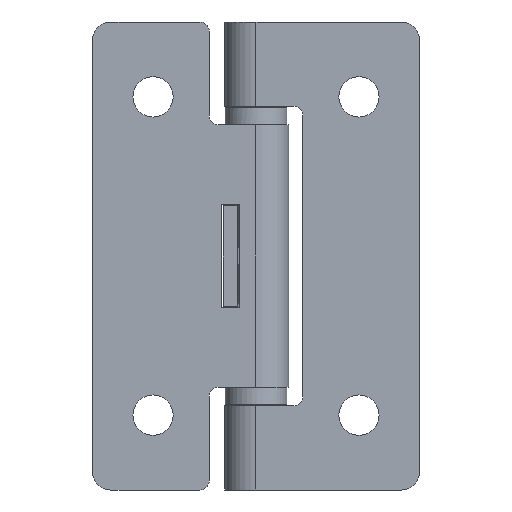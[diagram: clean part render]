
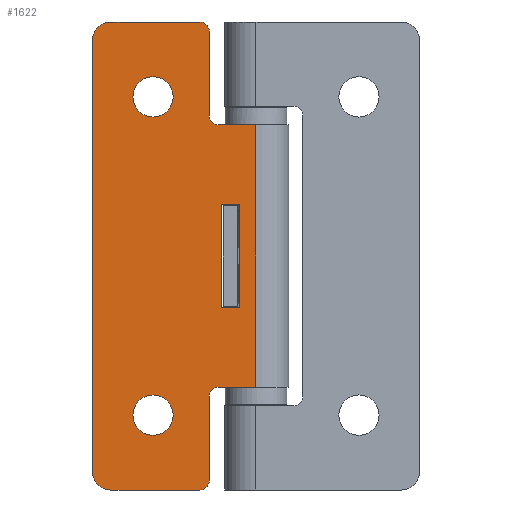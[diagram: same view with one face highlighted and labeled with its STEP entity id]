
A CAD part, front view. The second image highlights one B-rep face of the part: STEP entity #1622.
In plain terms, the highlighted planar face has unit normal (0, -1, 0).
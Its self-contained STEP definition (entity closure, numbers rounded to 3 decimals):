
#84=LINE('',#2462,#206);
#88=LINE('',#2471,#210);
#92=LINE('',#2480,#214);
#117=LINE('',#2546,#239);
#118=LINE('',#2548,#240);
#119=LINE('',#2550,#241);
#120=LINE('',#2554,#242);
#121=LINE('',#2560,#243);
#122=LINE('',#2563,#244);
#123=LINE('',#2565,#245);
#124=LINE('',#2567,#246);
#125=LINE('',#2568,#247);
#206=VECTOR('',#1938,46.);
#210=VECTOR('',#1944,9.5);
#214=VECTOR('',#1950,9.5);
#239=VECTOR('',#2003,4.);
#240=VECTOR('',#2004,28.);
#241=VECTOR('',#2005,4.);
#242=VECTOR('',#2008,9.);
#243=VECTOR('',#2017,9.);
#244=VECTOR('',#2018,11.1);
#245=VECTOR('',#2019,1.9);
#246=VECTOR('',#2020,11.1);
#247=VECTOR('',#2021,1.9);
#332=PLANE('',#1741);
#378=FACE_BOUND('',#524,.T.);
#379=FACE_BOUND('',#525,.T.);
#380=FACE_BOUND('',#526,.T.);
#417=FACE_OUTER_BOUND('',#523,.T.);
#523=EDGE_LOOP('',(#1175,#1176,#1177,#1178,#1179,#1180,#1181,#1182,#1183,
#1184,#1185,#1186,#1187,#1188));
#524=EDGE_LOOP('',(#1189));
#525=EDGE_LOOP('',(#1190));
#526=EDGE_LOOP('',(#1191,#1192,#1193,#1194));
#645=CIRCLE('',#1721,2.15);
#647=CIRCLE('',#1724,2.15);
#657=CIRCLE('',#1742,1.);
#658=CIRCLE('',#1743,1.);
#659=CIRCLE('',#1744,1.);
#660=CIRCLE('',#1745,2.);
#661=CIRCLE('',#1746,2.);
#662=CIRCLE('',#1747,1.);
#737=VERTEX_POINT('',#2446);
#739=VERTEX_POINT('',#2451);
#743=VERTEX_POINT('',#2459);
#744=VERTEX_POINT('',#2461);
#747=VERTEX_POINT('',#2468);
#748=VERTEX_POINT('',#2470);
#751=VERTEX_POINT('',#2477);
#752=VERTEX_POINT('',#2479);
#777=VERTEX_POINT('',#2542);
#778=VERTEX_POINT('',#2543);
#779=VERTEX_POINT('',#2545);
#780=VERTEX_POINT('',#2547);
#781=VERTEX_POINT('',#2549);
#782=VERTEX_POINT('',#2551);
#783=VERTEX_POINT('',#2553);
#784=VERTEX_POINT('',#2558);
#785=VERTEX_POINT('',#2561);
#786=VERTEX_POINT('',#2562);
#787=VERTEX_POINT('',#2564);
#788=VERTEX_POINT('',#2566);
#893=EDGE_CURVE('',#737,#737,#645,.T.);
#895=EDGE_CURVE('',#739,#739,#647,.T.);
#899=EDGE_CURVE('',#744,#743,#84,.T.);
#903=EDGE_CURVE('',#747,#748,#88,.T.);
#907=EDGE_CURVE('',#752,#751,#92,.T.);
#940=EDGE_CURVE('',#777,#778,#657,.T.);
#941=EDGE_CURVE('',#778,#779,#117,.T.);
#942=EDGE_CURVE('',#780,#779,#118,.T.);
#943=EDGE_CURVE('',#780,#781,#119,.T.);
#944=EDGE_CURVE('',#781,#782,#658,.T.);
#945=EDGE_CURVE('',#782,#783,#120,.T.);
#946=EDGE_CURVE('',#783,#748,#659,.T.);
#947=EDGE_CURVE('',#747,#744,#660,.T.);
#948=EDGE_CURVE('',#743,#752,#661,.T.);
#949=EDGE_CURVE('',#751,#784,#662,.T.);
#950=EDGE_CURVE('',#784,#777,#121,.T.);
#951=EDGE_CURVE('',#785,#786,#122,.T.);
#952=EDGE_CURVE('',#786,#787,#123,.T.);
#953=EDGE_CURVE('',#787,#788,#124,.T.);
#954=EDGE_CURVE('',#788,#785,#125,.T.);
#1175=ORIENTED_EDGE('',*,*,#940,.T.);
#1176=ORIENTED_EDGE('',*,*,#941,.T.);
#1177=ORIENTED_EDGE('',*,*,#942,.F.);
#1178=ORIENTED_EDGE('',*,*,#943,.T.);
#1179=ORIENTED_EDGE('',*,*,#944,.T.);
#1180=ORIENTED_EDGE('',*,*,#945,.T.);
#1181=ORIENTED_EDGE('',*,*,#946,.T.);
#1182=ORIENTED_EDGE('',*,*,#903,.F.);
#1183=ORIENTED_EDGE('',*,*,#947,.T.);
#1184=ORIENTED_EDGE('',*,*,#899,.T.);
#1185=ORIENTED_EDGE('',*,*,#948,.T.);
#1186=ORIENTED_EDGE('',*,*,#907,.T.);
#1187=ORIENTED_EDGE('',*,*,#949,.T.);
#1188=ORIENTED_EDGE('',*,*,#950,.T.);
#1189=ORIENTED_EDGE('',*,*,#893,.T.);
#1190=ORIENTED_EDGE('',*,*,#895,.T.);
#1191=ORIENTED_EDGE('',*,*,#951,.T.);
#1192=ORIENTED_EDGE('',*,*,#952,.T.);
#1193=ORIENTED_EDGE('',*,*,#953,.T.);
#1194=ORIENTED_EDGE('',*,*,#954,.T.);
#1622=ADVANCED_FACE('',(#417,#378,#379,#380),#332,.F.);
#1721=AXIS2_PLACEMENT_3D('',#2447,#1924,#1925);
#1724=AXIS2_PLACEMENT_3D('',#2452,#1930,#1931);
#1741=AXIS2_PLACEMENT_3D('',#2541,#1999,#2000);
#1742=AXIS2_PLACEMENT_3D('',#2544,#2001,#2002);
#1743=AXIS2_PLACEMENT_3D('',#2552,#2006,#2007);
#1744=AXIS2_PLACEMENT_3D('',#2555,#2009,#2010);
#1745=AXIS2_PLACEMENT_3D('',#2556,#2011,#2012);
#1746=AXIS2_PLACEMENT_3D('',#2557,#2013,#2014);
#1747=AXIS2_PLACEMENT_3D('',#2559,#2015,#2016);
#1924=DIRECTION('center_axis',(0.,1.,0.));
#1925=DIRECTION('ref_axis',(0.,0.,1.));
#1930=DIRECTION('center_axis',(0.,1.,0.));
#1931=DIRECTION('ref_axis',(0.,0.,1.));
#1938=DIRECTION('',(-1.,0.,0.));
#1944=DIRECTION('',(0.,0.,-1.));
#1950=DIRECTION('',(0.,0.,-1.));
#1999=DIRECTION('center_axis',(0.,1.,0.));
#2000=DIRECTION('ref_axis',(0.,0.,1.));
#2001=DIRECTION('center_axis',(0.,1.,0.));
#2002=DIRECTION('ref_axis',(0.,0.,1.));
#2003=DIRECTION('',(0.,0.,-1.));
#2004=DIRECTION('',(-1.,0.,0.));
#2005=DIRECTION('',(0.,0.,1.));
#2006=DIRECTION('center_axis',(0.,1.,0.));
#2007=DIRECTION('ref_axis',(0.,0.,1.));
#2008=DIRECTION('',(1.,0.,0.));
#2009=DIRECTION('center_axis',(0.,-1.,0.));
#2010=DIRECTION('ref_axis',(0.,0.,1.));
#2011=DIRECTION('center_axis',(0.,-1.,0.));
#2012=DIRECTION('ref_axis',(0.,0.,1.));
#2013=DIRECTION('center_axis',(0.,-1.,0.));
#2014=DIRECTION('ref_axis',(0.,0.,1.));
#2015=DIRECTION('center_axis',(0.,-1.,0.));
#2016=DIRECTION('ref_axis',(0.,0.,1.));
#2017=DIRECTION('',(1.,0.,0.));
#2018=DIRECTION('',(-1.,0.,0.));
#2019=DIRECTION('',(0.,0.,1.));
#2020=DIRECTION('',(1.,0.,0.));
#2021=DIRECTION('',(0.,0.,-1.));
#2446=CARTESIAN_POINT('',(17.,-3.5,13.15));
#2447=CARTESIAN_POINT('Origin',(17.,-3.5,11.));
#2451=CARTESIAN_POINT('',(-17.,-3.5,13.15));
#2452=CARTESIAN_POINT('Origin',(-17.,-3.5,11.));
#2459=CARTESIAN_POINT('',(-23.,-3.5,17.5));
#2461=CARTESIAN_POINT('',(23.,-3.5,17.5));
#2462=CARTESIAN_POINT('',(25.,-3.5,17.5));
#2468=CARTESIAN_POINT('',(25.,-3.5,15.5));
#2470=CARTESIAN_POINT('',(25.,-3.5,6.));
#2471=CARTESIAN_POINT('',(25.,-3.5,0.));
#2477=CARTESIAN_POINT('',(-25.,-3.5,6.));
#2479=CARTESIAN_POINT('',(-25.,-3.5,15.5));
#2480=CARTESIAN_POINT('',(-25.,-3.5,0.));
#2541=CARTESIAN_POINT('Origin',(25.,-3.5,0.));
#2542=CARTESIAN_POINT('',(-15.,-3.5,5.));
#2543=CARTESIAN_POINT('',(-14.,-3.5,4.));
#2544=CARTESIAN_POINT('Origin',(-15.,-3.5,4.));
#2545=CARTESIAN_POINT('',(-14.,-3.5,0.));
#2546=CARTESIAN_POINT('',(-14.,-3.5,4.));
#2547=CARTESIAN_POINT('',(14.,-3.5,0.));
#2548=CARTESIAN_POINT('',(25.,-3.5,0.));
#2549=CARTESIAN_POINT('',(14.,-3.5,4.));
#2550=CARTESIAN_POINT('',(14.,-3.5,-3.5));
#2551=CARTESIAN_POINT('',(15.,-3.5,5.));
#2552=CARTESIAN_POINT('Origin',(15.,-3.5,4.));
#2553=CARTESIAN_POINT('',(24.,-3.5,5.));
#2554=CARTESIAN_POINT('',(24.,-3.5,5.));
#2555=CARTESIAN_POINT('Origin',(24.,-3.5,6.));
#2556=CARTESIAN_POINT('Origin',(23.,-3.5,15.5));
#2557=CARTESIAN_POINT('Origin',(-23.,-3.5,15.5));
#2558=CARTESIAN_POINT('',(-24.,-3.5,5.));
#2559=CARTESIAN_POINT('Origin',(-24.,-3.5,6.));
#2560=CARTESIAN_POINT('',(-15.,-3.5,5.));
#2561=CARTESIAN_POINT('',(5.55,-3.5,1.8));
#2562=CARTESIAN_POINT('',(-5.55,-3.5,1.8));
#2563=CARTESIAN_POINT('',(5.55,-3.5,1.8));
#2564=CARTESIAN_POINT('',(-5.55,-3.5,3.7));
#2565=CARTESIAN_POINT('',(-5.55,-3.5,3.7));
#2566=CARTESIAN_POINT('',(5.55,-3.5,3.7));
#2567=CARTESIAN_POINT('',(-5.55,-3.5,3.7));
#2568=CARTESIAN_POINT('',(5.55,-3.5,3.7));
